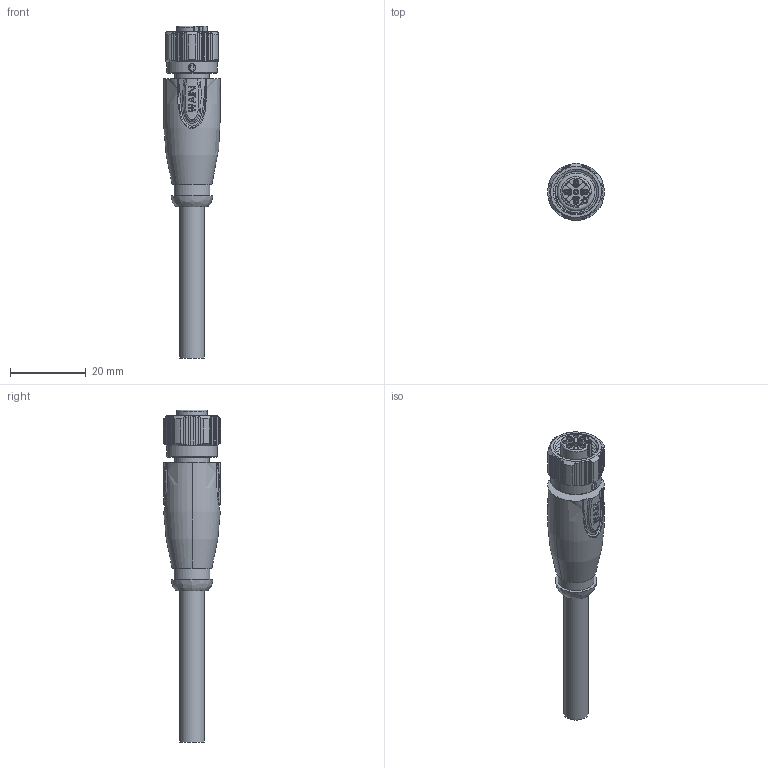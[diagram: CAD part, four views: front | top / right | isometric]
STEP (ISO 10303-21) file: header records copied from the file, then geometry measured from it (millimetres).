
FILE_DESCRIPTION(/* description */ (''),/* implementation_level */ '2;1');
FILE_NAME(/* name */ '3D_1630054024044 M12-F05B-T-5.0-PVC-SH_V1.1.stp',/* time_stamp */ '2023-12-08T14:03:47+08:00',/* author */ (''),/* organization */ (''),/* preprocessor_version */ 'ST-DEVELOPER v18.1',/* originating_system */ 'SIEMENS PLM Software NX 1980',/* authorisation */ '');
FILE_SCHEMA (('AUTOMOTIVE_DESIGN { 1 0 10303 214 3 1 1 1 }'));
Length unit declared in the file: millimetre
Products named in the file (1): 2222
Bounding box: 15 x 15.19 x 87.9 mm (x, y, z)
Volume: 7603.8 mm3; surface area: 4460.7 mm2
Topology: 1 solids, 1 shells, 469 faces, 1316 edges, 854 vertices
Faces by surface type: plane 236, cylinder 142, cone 36, torus 34, bspline 17, revolution 4
Full cylindrical faces by diameter (mm): 1.1 x5, 1.15 x5, 1.6 x5, 1.65 x5, 2 x1, 6.5 x1, 9.2 x1, 9.5 x1, 13.5 x1
Entity records: 20403 total; most frequent: CARTESIAN_POINT 9857, ORIENTED_EDGE 2468, DIRECTION 1708, EDGE_CURVE 1234, VERTEX_POINT 827, AXIS2_PLACEMENT_3D 691, B_SPLINE_CURVE_WITH_KNOTS 671, EDGE_LOOP 546
